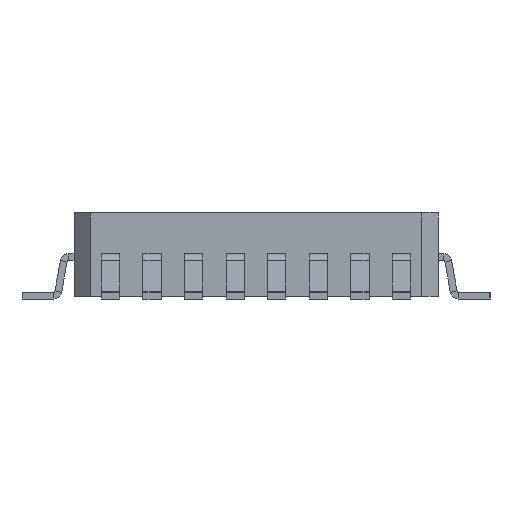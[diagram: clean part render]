
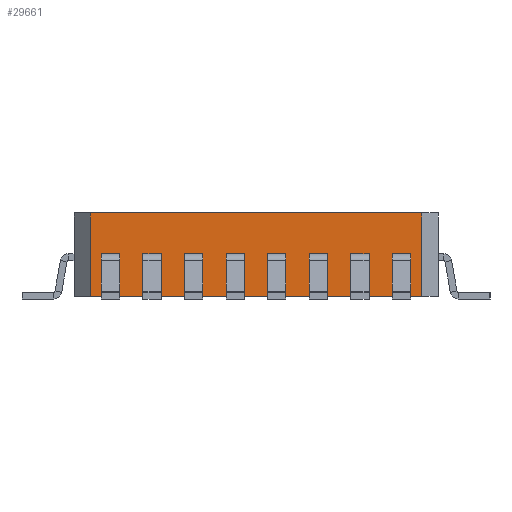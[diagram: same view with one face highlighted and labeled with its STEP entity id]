
A CAD part, left-side view. The second image highlights one B-rep face of the part: STEP entity #29661.
In plain terms, the highlighted planar face has unit normal (-1, 0, 0).
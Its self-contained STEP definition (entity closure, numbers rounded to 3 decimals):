
#29132 = PLANE('',#29133);
#29133 = AXIS2_PLACEMENT_3D('',#29134,#29135,#29136);
#29134 = CARTESIAN_POINT('',(1.34,7.99,0.));
#29135 = DIRECTION('',(0.707,-0.707,0.));
#29136 = DIRECTION('',(-0.707,-0.707,0.));
#29160 = PLANE('',#29161);
#29161 = AXIS2_PLACEMENT_3D('',#29162,#29163,#29164);
#29162 = CARTESIAN_POINT('',(1.34,7.99,1.6));
#29163 = DIRECTION('',(0.,0.,1.));
#29164 = DIRECTION('',(1.,0.,0.));
#29214 = PLANE('',#29215);
#29215 = AXIS2_PLACEMENT_3D('',#29216,#29217,#29218);
#29216 = CARTESIAN_POINT('',(1.34,7.99,0.));
#29217 = DIRECTION('',(0.,0.,1.));
#29218 = DIRECTION('',(1.,0.,0.));
#29231 = VERTEX_POINT('',#29232);
#29232 = CARTESIAN_POINT('',(1.03,7.68,1.6));
#29253 = EDGE_CURVE('',#29254,#29231,#29256,.T.);
#29254 = VERTEX_POINT('',#29255);
#29255 = CARTESIAN_POINT('',(1.03,7.68,0.));
#29256 = SURFACE_CURVE('',#29257,(#29261,#29268),.PCURVE_S1.);
#29257 = LINE('',#29258,#29259);
#29258 = CARTESIAN_POINT('',(1.03,7.68,0.));
#29259 = VECTOR('',#29260,1.);
#29260 = DIRECTION('',(0.,0.,1.));
#29261 = PCURVE('',#29132,#29262);
#29262 = DEFINITIONAL_REPRESENTATION('',(#29263),#29267);
#29263 = LINE('',#29264,#29265);
#29264 = CARTESIAN_POINT('',(0.438,-0.));
#29265 = VECTOR('',#29266,1.);
#29266 = DIRECTION('',(0.,-1.));
#29267 = ( GEOMETRIC_REPRESENTATION_CONTEXT(2) 
PARAMETRIC_REPRESENTATION_CONTEXT() REPRESENTATION_CONTEXT('2D SPACE',''
  ) );
#29268 = PCURVE('',#29269,#29274);
#29269 = PLANE('',#29270);
#29270 = AXIS2_PLACEMENT_3D('',#29271,#29272,#29273);
#29271 = CARTESIAN_POINT('',(1.03,7.68,0.));
#29272 = DIRECTION('',(1.,0.,0.));
#29273 = DIRECTION('',(0.,-1.,0.));
#29274 = DEFINITIONAL_REPRESENTATION('',(#29275),#29279);
#29275 = LINE('',#29276,#29277);
#29276 = CARTESIAN_POINT('',(0.,0.));
#29277 = VECTOR('',#29278,1.);
#29278 = DIRECTION('',(0.,-1.));
#29279 = ( GEOMETRIC_REPRESENTATION_CONTEXT(2) 
PARAMETRIC_REPRESENTATION_CONTEXT() REPRESENTATION_CONTEXT('2D SPACE',''
  ) );
#29463 = VERTEX_POINT('',#29464);
#29464 = CARTESIAN_POINT('',(1.03,1.3,0.));
#29478 = PLANE('',#29479);
#29479 = AXIS2_PLACEMENT_3D('',#29480,#29481,#29482);
#29480 = CARTESIAN_POINT('',(1.34,0.99,0.));
#29481 = DIRECTION('',(-0.707,-0.707,0.));
#29482 = DIRECTION('',(-0.707,0.707,0.));
#29490 = EDGE_CURVE('',#29254,#29463,#29491,.T.);
#29491 = SURFACE_CURVE('',#29492,(#29496,#29503),.PCURVE_S1.);
#29492 = LINE('',#29493,#29494);
#29493 = CARTESIAN_POINT('',(1.03,7.68,0.));
#29494 = VECTOR('',#29495,1.);
#29495 = DIRECTION('',(0.,-1.,0.));
#29496 = PCURVE('',#29214,#29497);
#29497 = DEFINITIONAL_REPRESENTATION('',(#29498),#29502);
#29498 = LINE('',#29499,#29500);
#29499 = CARTESIAN_POINT('',(-0.31,-0.31));
#29500 = VECTOR('',#29501,1.);
#29501 = DIRECTION('',(0.,-1.));
#29502 = ( GEOMETRIC_REPRESENTATION_CONTEXT(2) 
PARAMETRIC_REPRESENTATION_CONTEXT() REPRESENTATION_CONTEXT('2D SPACE',''
  ) );
#29503 = PCURVE('',#29269,#29504);
#29504 = DEFINITIONAL_REPRESENTATION('',(#29505),#29509);
#29505 = LINE('',#29506,#29507);
#29506 = CARTESIAN_POINT('',(0.,0.));
#29507 = VECTOR('',#29508,1.);
#29508 = DIRECTION('',(1.,0.));
#29509 = ( GEOMETRIC_REPRESENTATION_CONTEXT(2) 
PARAMETRIC_REPRESENTATION_CONTEXT() REPRESENTATION_CONTEXT('2D SPACE',''
  ) );
#29517 = EDGE_CURVE('',#29231,#29518,#29520,.T.);
#29518 = VERTEX_POINT('',#29519);
#29519 = CARTESIAN_POINT('',(1.03,1.3,1.6));
#29520 = SURFACE_CURVE('',#29521,(#29525,#29532),.PCURVE_S1.);
#29521 = LINE('',#29522,#29523);
#29522 = CARTESIAN_POINT('',(1.03,7.68,1.6));
#29523 = VECTOR('',#29524,1.);
#29524 = DIRECTION('',(0.,-1.,0.));
#29525 = PCURVE('',#29160,#29526);
#29526 = DEFINITIONAL_REPRESENTATION('',(#29527),#29531);
#29527 = LINE('',#29528,#29529);
#29528 = CARTESIAN_POINT('',(-0.31,-0.31));
#29529 = VECTOR('',#29530,1.);
#29530 = DIRECTION('',(0.,-1.));
#29531 = ( GEOMETRIC_REPRESENTATION_CONTEXT(2) 
PARAMETRIC_REPRESENTATION_CONTEXT() REPRESENTATION_CONTEXT('2D SPACE',''
  ) );
#29532 = PCURVE('',#29269,#29533);
#29533 = DEFINITIONAL_REPRESENTATION('',(#29534),#29538);
#29534 = LINE('',#29535,#29536);
#29535 = CARTESIAN_POINT('',(0.,-1.6));
#29536 = VECTOR('',#29537,1.);
#29537 = DIRECTION('',(1.,0.));
#29538 = ( GEOMETRIC_REPRESENTATION_CONTEXT(2) 
PARAMETRIC_REPRESENTATION_CONTEXT() REPRESENTATION_CONTEXT('2D SPACE',''
  ) );
#29661 = ADVANCED_FACE('',(#29662),#29269,.F.);
#29662 = FACE_BOUND('',#29663,.F.);
#29663 = EDGE_LOOP('',(#29664,#29665,#29666,#29687));
#29664 = ORIENTED_EDGE('',*,*,#29253,.T.);
#29665 = ORIENTED_EDGE('',*,*,#29517,.T.);
#29666 = ORIENTED_EDGE('',*,*,#29667,.F.);
#29667 = EDGE_CURVE('',#29463,#29518,#29668,.T.);
#29668 = SURFACE_CURVE('',#29669,(#29673,#29680),.PCURVE_S1.);
#29669 = LINE('',#29670,#29671);
#29670 = CARTESIAN_POINT('',(1.03,1.3,0.));
#29671 = VECTOR('',#29672,1.);
#29672 = DIRECTION('',(0.,0.,1.));
#29673 = PCURVE('',#29269,#29674);
#29674 = DEFINITIONAL_REPRESENTATION('',(#29675),#29679);
#29675 = LINE('',#29676,#29677);
#29676 = CARTESIAN_POINT('',(6.38,0.));
#29677 = VECTOR('',#29678,1.);
#29678 = DIRECTION('',(0.,-1.));
#29679 = ( GEOMETRIC_REPRESENTATION_CONTEXT(2) 
PARAMETRIC_REPRESENTATION_CONTEXT() REPRESENTATION_CONTEXT('2D SPACE',''
  ) );
#29680 = PCURVE('',#29478,#29681);
#29681 = DEFINITIONAL_REPRESENTATION('',(#29682),#29686);
#29682 = LINE('',#29683,#29684);
#29683 = CARTESIAN_POINT('',(0.438,0.));
#29684 = VECTOR('',#29685,1.);
#29685 = DIRECTION('',(0.,-1.));
#29686 = ( GEOMETRIC_REPRESENTATION_CONTEXT(2) 
PARAMETRIC_REPRESENTATION_CONTEXT() REPRESENTATION_CONTEXT('2D SPACE',''
  ) );
#29687 = ORIENTED_EDGE('',*,*,#29490,.F.);
